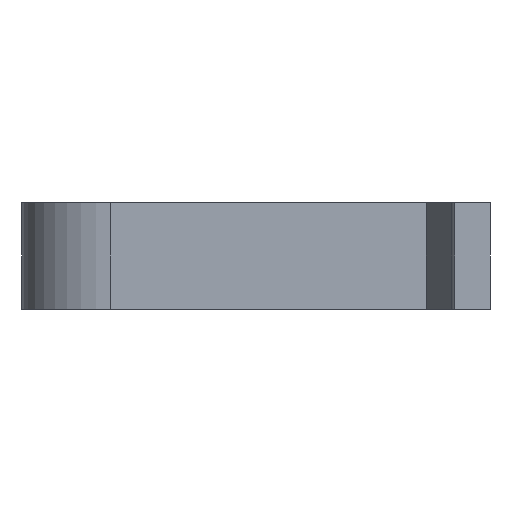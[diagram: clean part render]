
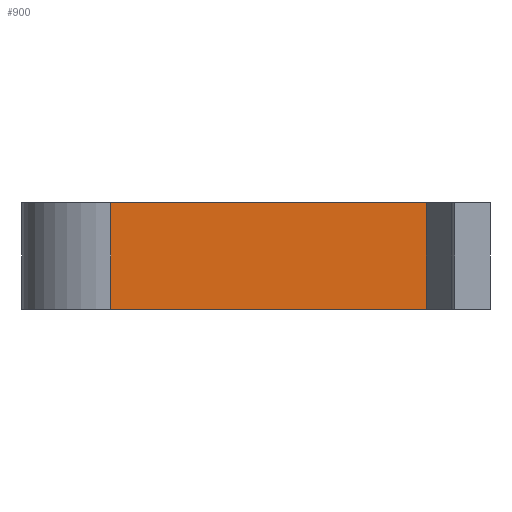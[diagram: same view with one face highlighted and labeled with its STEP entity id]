
A CAD part, front view. The second image highlights one B-rep face of the part: STEP entity #900.
In plain terms, the highlighted planar face has unit normal (0, -1, 0).
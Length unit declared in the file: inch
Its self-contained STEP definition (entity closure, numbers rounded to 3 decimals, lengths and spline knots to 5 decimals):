
#17 = DIRECTION ( 'NONE',  ( 1., 0., 0. ) ) ;
#36 = EDGE_CURVE ( 'NONE', #225, #116, #316, .T. ) ;
#40 = AXIS2_PLACEMENT_3D ( 'NONE', #793, #503, #17 ) ;
#112 = LINE ( 'NONE', #871, #540 ) ;
#116 = VERTEX_POINT ( 'NONE', #664 ) ;
#162 = ORIENTED_EDGE ( 'NONE', *, *, #906, .T. ) ;
#225 = VERTEX_POINT ( 'NONE', #243 ) ;
#229 = VERTEX_POINT ( 'NONE', #641 ) ;
#242 = VERTEX_POINT ( 'NONE', #494 ) ;
#243 = CARTESIAN_POINT ( 'NONE',  ( 0.028, 0., -0.015 ) ) ;
#316 = LINE ( 'NONE', #560, #491 ) ;
#342 = ORIENTED_EDGE ( 'NONE', *, *, #612, .F. ) ;
#400 = CARTESIAN_POINT ( 'NONE',  ( 0.028, 0., 0.015 ) ) ;
#416 = PLANE ( 'NONE',  #40 ) ;
#421 = DIRECTION ( 'NONE',  ( 0., 0., -1. ) ) ;
#427 = LINE ( 'NONE', #927, #605 ) ;
#491 = VECTOR ( 'NONE', #707, 39.37008 ) ;
#494 = CARTESIAN_POINT ( 'NONE',  ( -0.061, 0., 0.015 ) ) ;
#503 = DIRECTION ( 'NONE',  ( 0., -1., 0. ) ) ;
#504 = ORIENTED_EDGE ( 'NONE', *, *, #818, .T. ) ;
#540 = VECTOR ( 'NONE', #421, 39.37008 ) ;
#541 = LINE ( 'NONE', #400, #712 ) ;
#555 = DIRECTION ( 'NONE',  ( 0., 0., -1. ) ) ;
#560 = CARTESIAN_POINT ( 'NONE',  ( -0.061, 0., -0.015 ) ) ;
#563 = FACE_OUTER_BOUND ( 'NONE', #650, .T. ) ;
#605 = VECTOR ( 'NONE', #630, 39.37008 ) ;
#612 = EDGE_CURVE ( 'NONE', #229, #225, #541, .T. ) ;
#630 = DIRECTION ( 'NONE',  ( -1., 0., 0. ) ) ;
#641 = CARTESIAN_POINT ( 'NONE',  ( 0.028, 0., 0.015 ) ) ;
#650 = EDGE_LOOP ( 'NONE', ( #738, #342, #504, #162 ) ) ;
#664 = CARTESIAN_POINT ( 'NONE',  ( -0.061, 0., -0.015 ) ) ;
#707 = DIRECTION ( 'NONE',  ( -1., 0., 0. ) ) ;
#712 = VECTOR ( 'NONE', #555, 39.37008 ) ;
#738 = ORIENTED_EDGE ( 'NONE', *, *, #36, .F. ) ;
#793 = CARTESIAN_POINT ( 'NONE',  ( -0.061, 0., 0.015 ) ) ;
#818 = EDGE_CURVE ( 'NONE', #229, #242, #427, .T. ) ;
#871 = CARTESIAN_POINT ( 'NONE',  ( -0.061, 0., 0.015 ) ) ;
#900 = ADVANCED_FACE ( 'NONE', ( #563 ), #416, .T. ) ;
#906 = EDGE_CURVE ( 'NONE', #242, #116, #112, .T. ) ;
#927 = CARTESIAN_POINT ( 'NONE',  ( -0.061, 0., 0.015 ) ) ;
